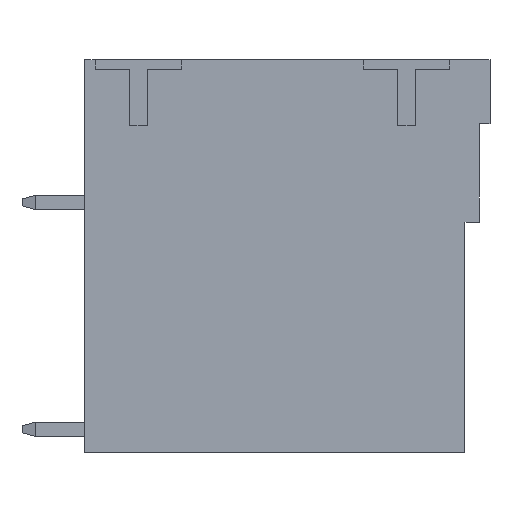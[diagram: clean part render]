
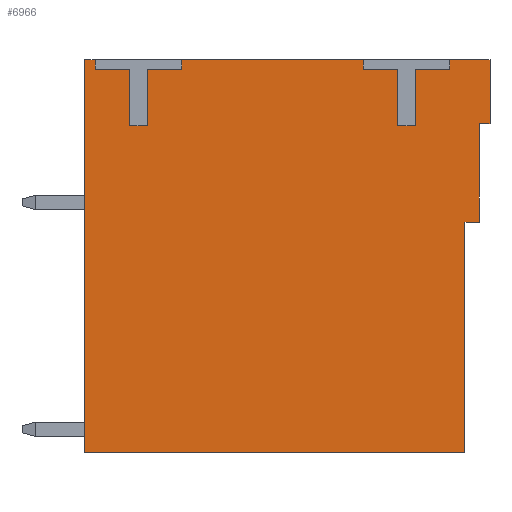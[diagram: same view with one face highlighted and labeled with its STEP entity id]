
A CAD part, left-side view. The second image highlights one B-rep face of the part: STEP entity #6966.
In plain terms, the highlighted planar face has unit normal (-1, 0, 0).
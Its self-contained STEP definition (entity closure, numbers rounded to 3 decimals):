
#1536=ORIENTED_EDGE('',*,*,#2228,.T.);
#1537=ORIENTED_EDGE('',*,*,#2086,.T.);
#1538=ORIENTED_EDGE('',*,*,#2090,.T.);
#1539=ORIENTED_EDGE('',*,*,#2108,.T.);
#1540=ORIENTED_EDGE('',*,*,#2105,.T.);
#1541=ORIENTED_EDGE('',*,*,#2102,.T.);
#1542=ORIENTED_EDGE('',*,*,#2099,.T.);
#1543=ORIENTED_EDGE('',*,*,#2096,.T.);
#1544=ORIENTED_EDGE('',*,*,#2235,.T.);
#1545=ORIENTED_EDGE('',*,*,#2791,.T.);
#1546=ORIENTED_EDGE('',*,*,#2793,.T.);
#1547=ORIENTED_EDGE('',*,*,#2795,.T.);
#1548=ORIENTED_EDGE('',*,*,#2797,.T.);
#1549=ORIENTED_EDGE('',*,*,#2799,.T.);
#1550=ORIENTED_EDGE('',*,*,#2801,.T.);
#1551=ORIENTED_EDGE('',*,*,#2802,.T.);
#1552=ORIENTED_EDGE('',*,*,#2232,.T.);
#1553=ORIENTED_EDGE('',*,*,#2804,.T.);
#1554=ORIENTED_EDGE('',*,*,#2806,.T.);
#1555=ORIENTED_EDGE('',*,*,#2808,.T.);
#1556=ORIENTED_EDGE('',*,*,#2810,.T.);
#1557=ORIENTED_EDGE('',*,*,#2812,.T.);
#1558=ORIENTED_EDGE('',*,*,#2814,.T.);
#1559=ORIENTED_EDGE('',*,*,#2815,.T.);
#2086=EDGE_CURVE('',#3071,#3070,#3708,.T.);
#2090=EDGE_CURVE('',#3070,#3073,#3712,.T.);
#2096=EDGE_CURVE('',#3079,#3078,#3718,.T.);
#2099=EDGE_CURVE('',#3081,#3079,#3721,.T.);
#2102=EDGE_CURVE('',#3083,#3081,#3724,.T.);
#2105=EDGE_CURVE('',#3085,#3083,#3727,.T.);
#2108=EDGE_CURVE('',#3073,#3085,#3730,.T.);
#2228=EDGE_CURVE('',#3202,#3071,#3841,.T.);
#2232=EDGE_CURVE('',#3206,#3205,#3845,.T.);
#2235=EDGE_CURVE('',#3078,#3207,#3848,.T.);
#2791=EDGE_CURVE('',#3207,#3534,#4373,.T.);
#2793=EDGE_CURVE('',#3534,#3535,#4375,.T.);
#2795=EDGE_CURVE('',#3535,#3536,#4377,.T.);
#2797=EDGE_CURVE('',#3536,#3537,#4379,.T.);
#2799=EDGE_CURVE('',#3537,#3538,#4381,.T.);
#2801=EDGE_CURVE('',#3538,#3539,#4383,.T.);
#2802=EDGE_CURVE('',#3539,#3206,#4384,.T.);
#2804=EDGE_CURVE('',#3205,#3540,#4386,.T.);
#2806=EDGE_CURVE('',#3540,#3541,#4388,.T.);
#2808=EDGE_CURVE('',#3541,#3542,#4390,.T.);
#2810=EDGE_CURVE('',#3542,#3543,#4392,.T.);
#2812=EDGE_CURVE('',#3543,#3544,#4394,.T.);
#2814=EDGE_CURVE('',#3544,#3545,#4396,.T.);
#2815=EDGE_CURVE('',#3545,#3202,#4397,.T.);
#3070=VERTEX_POINT('',#9317);
#3071=VERTEX_POINT('',#9319);
#3073=VERTEX_POINT('',#9325);
#3078=VERTEX_POINT('',#9337);
#3079=VERTEX_POINT('',#9339);
#3081=VERTEX_POINT('',#9345);
#3083=VERTEX_POINT('',#9351);
#3085=VERTEX_POINT('',#9357);
#3202=VERTEX_POINT('',#9611);
#3205=VERTEX_POINT('',#9617);
#3206=VERTEX_POINT('',#9619);
#3207=VERTEX_POINT('',#9622);
#3534=VERTEX_POINT('',#10732);
#3535=VERTEX_POINT('',#10736);
#3536=VERTEX_POINT('',#10740);
#3537=VERTEX_POINT('',#10744);
#3538=VERTEX_POINT('',#10748);
#3539=VERTEX_POINT('',#10752);
#3540=VERTEX_POINT('',#10758);
#3541=VERTEX_POINT('',#10762);
#3542=VERTEX_POINT('',#10766);
#3543=VERTEX_POINT('',#10770);
#3544=VERTEX_POINT('',#10774);
#3545=VERTEX_POINT('',#10778);
#3708=LINE('',#9318,#4648);
#3712=LINE('',#9326,#4652);
#3718=LINE('',#9338,#4658);
#3721=LINE('',#9344,#4661);
#3724=LINE('',#9350,#4664);
#3727=LINE('',#9356,#4667);
#3730=LINE('',#9361,#4670);
#3841=LINE('',#9610,#4781);
#3845=LINE('',#9618,#4785);
#3848=LINE('',#9623,#4788);
#4373=LINE('',#10733,#5313);
#4375=LINE('',#10737,#5315);
#4377=LINE('',#10741,#5317);
#4379=LINE('',#10745,#5319);
#4381=LINE('',#10749,#5321);
#4383=LINE('',#10753,#5323);
#4384=LINE('',#10755,#5324);
#4386=LINE('',#10759,#5326);
#4388=LINE('',#10763,#5328);
#4390=LINE('',#10767,#5330);
#4392=LINE('',#10771,#5332);
#4394=LINE('',#10775,#5334);
#4396=LINE('',#10779,#5336);
#4397=LINE('',#10781,#5337);
#4648=VECTOR('',#7543,1000.);
#4652=VECTOR('',#7549,1000.);
#4658=VECTOR('',#7557,1000.);
#4661=VECTOR('',#7562,1000.);
#4664=VECTOR('',#7567,1000.);
#4667=VECTOR('',#7572,1000.);
#4670=VECTOR('',#7577,1000.);
#4781=VECTOR('',#7732,1000.);
#4785=VECTOR('',#7736,1000.);
#4788=VECTOR('',#7739,1000.);
#5313=VECTOR('',#8780,1000.);
#5315=VECTOR('',#8784,1000.);
#5317=VECTOR('',#8788,1000.);
#5319=VECTOR('',#8792,1000.);
#5321=VECTOR('',#8796,1000.);
#5323=VECTOR('',#8800,1000.);
#5324=VECTOR('',#8803,1000.);
#5326=VECTOR('',#8807,1000.);
#5328=VECTOR('',#8811,1000.);
#5330=VECTOR('',#8815,1000.);
#5332=VECTOR('',#8819,1000.);
#5334=VECTOR('',#8823,1000.);
#5336=VECTOR('',#8827,1000.);
#5337=VECTOR('',#8830,1000.);
#5856=EDGE_LOOP('',(#1536,#1537,#1538,#1539,#1540,#1541,#1542,#1543,#1544,
#1545,#1546,#1547,#1548,#1549,#1550,#1551,#1552,#1553,#1554,#1555,#1556,
#1557,#1558,#1559));
#6246=FACE_BOUND('',#5856,.T.);
#6606=PLANE('',#7417);
#6966=ADVANCED_FACE('',(#6246),#6606,.T.);
#7417=AXIS2_PLACEMENT_3D('',#10782,#8831,#8832);
#7543=DIRECTION('',(0.,0.,-1.));
#7549=DIRECTION('',(0.,-1.,0.));
#7557=DIRECTION('',(0.,0.,1.));
#7562=DIRECTION('',(0.,-1.,0.));
#7567=DIRECTION('',(0.,0.,1.));
#7572=DIRECTION('',(0.,-1.,0.));
#7577=DIRECTION('',(0.,0.,1.));
#7732=DIRECTION('',(0.,1.,0.));
#7736=DIRECTION('',(0.,1.,0.));
#7739=DIRECTION('',(0.,1.,0.));
#8780=DIRECTION('',(0.,0.,-1.));
#8784=DIRECTION('',(0.,1.,0.));
#8788=DIRECTION('',(0.,0.,-1.));
#8792=DIRECTION('',(0.,1.,0.));
#8796=DIRECTION('',(0.,0.,1.));
#8800=DIRECTION('',(0.,1.,0.));
#8803=DIRECTION('',(0.,0.,1.));
#8807=DIRECTION('',(0.,0.,-1.));
#8811=DIRECTION('',(0.,1.,0.));
#8815=DIRECTION('',(0.,0.,-1.));
#8819=DIRECTION('',(0.,1.,0.));
#8823=DIRECTION('',(0.,0.,1.));
#8827=DIRECTION('',(0.,1.,0.));
#8830=DIRECTION('',(0.,0.,1.));
#8831=DIRECTION('',(-1.,0.,0.));
#8832=DIRECTION('',(0.,0.,1.));
#9317=CARTESIAN_POINT('',(-4.305,11.35,-22.));
#9318=CARTESIAN_POINT('',(-4.305,11.35,0.));
#9319=CARTESIAN_POINT('',(-4.305,11.35,0.));
#9325=CARTESIAN_POINT('',(-4.305,-9.95,-22.));
#9326=CARTESIAN_POINT('',(-4.305,11.35,-22.));
#9337=CARTESIAN_POINT('',(-4.305,-11.35,0.));
#9338=CARTESIAN_POINT('',(-4.305,-11.35,-3.6));
#9339=CARTESIAN_POINT('',(-4.305,-11.35,-3.6));
#9344=CARTESIAN_POINT('',(-4.305,-10.75,-3.6));
#9345=CARTESIAN_POINT('',(-4.305,-10.75,-3.6));
#9350=CARTESIAN_POINT('',(-4.305,-10.75,-9.1));
#9351=CARTESIAN_POINT('',(-4.305,-10.75,-9.1));
#9356=CARTESIAN_POINT('',(-4.305,-9.95,-9.1));
#9357=CARTESIAN_POINT('',(-4.305,-9.95,-9.1));
#9361=CARTESIAN_POINT('',(-4.305,-9.95,-22.));
#9610=CARTESIAN_POINT('',(-4.305,10.75,0.));
#9611=CARTESIAN_POINT('',(-4.305,10.75,0.));
#9617=CARTESIAN_POINT('',(-4.305,5.9,0.));
#9618=CARTESIAN_POINT('',(-4.305,-4.25,0.));
#9619=CARTESIAN_POINT('',(-4.305,-4.25,0.));
#9622=CARTESIAN_POINT('',(-4.305,-9.1,0.));
#9623=CARTESIAN_POINT('',(-4.305,-11.35,0.));
#10732=CARTESIAN_POINT('',(-4.305,-9.1,-0.55));
#10733=CARTESIAN_POINT('',(-4.305,-9.1,0.));
#10736=CARTESIAN_POINT('',(-4.305,-7.175,-0.55));
#10737=CARTESIAN_POINT('',(-4.305,-9.1,-0.55));
#10740=CARTESIAN_POINT('',(-4.305,-7.175,-3.7));
#10741=CARTESIAN_POINT('',(-4.305,-7.175,-0.55));
#10744=CARTESIAN_POINT('',(-4.305,-6.175,-3.7));
#10745=CARTESIAN_POINT('',(-4.305,-7.175,-3.7));
#10748=CARTESIAN_POINT('',(-4.305,-6.175,-0.55));
#10749=CARTESIAN_POINT('',(-4.305,-6.175,-3.7));
#10752=CARTESIAN_POINT('',(-4.305,-4.25,-0.55));
#10753=CARTESIAN_POINT('',(-4.305,-6.175,-0.55));
#10755=CARTESIAN_POINT('',(-4.305,-4.25,-0.55));
#10758=CARTESIAN_POINT('',(-4.305,5.9,-0.55));
#10759=CARTESIAN_POINT('',(-4.305,5.9,0.));
#10762=CARTESIAN_POINT('',(-4.305,7.825,-0.55));
#10763=CARTESIAN_POINT('',(-4.305,5.9,-0.55));
#10766=CARTESIAN_POINT('',(-4.305,7.825,-3.7));
#10767=CARTESIAN_POINT('',(-4.305,7.825,-0.55));
#10770=CARTESIAN_POINT('',(-4.305,8.825,-3.7));
#10771=CARTESIAN_POINT('',(-4.305,7.825,-3.7));
#10774=CARTESIAN_POINT('',(-4.305,8.825,-0.55));
#10775=CARTESIAN_POINT('',(-4.305,8.825,-3.7));
#10778=CARTESIAN_POINT('',(-4.305,10.75,-0.55));
#10779=CARTESIAN_POINT('',(-4.305,8.825,-0.55));
#10781=CARTESIAN_POINT('',(-4.305,10.75,-0.55));
#10782=CARTESIAN_POINT('',(-4.305,0.,0.));
